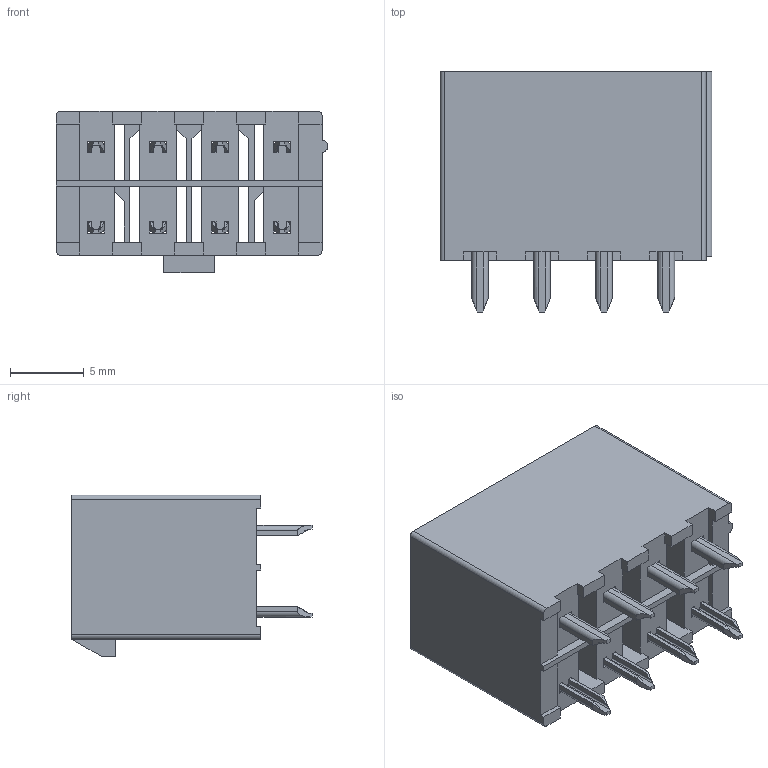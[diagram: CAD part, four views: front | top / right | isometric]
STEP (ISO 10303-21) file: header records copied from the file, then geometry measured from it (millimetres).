
FILE_DESCRIPTION((''),'2;1');
FILE_NAME('10131319-08XXXX0LF','2019-09-24T',('RajanA'),('AFCI'),'CREO PARAMETRIC BY PTC INC, 2016130','CREO PARAMETRIC BY PTC INC, 2016130','');
FILE_SCHEMA(('CONFIG_CONTROL_DESIGN'));
Length unit declared in the file: millimetre
Products named in the file (1): 10131319-08XXXX0LF
Bounding box: 18.4 x 16.3 x 10.95 mm (x, y, z)
Volume: 1075.2 mm3; surface area: 2999.5 mm2
Topology: 1 solids, 1 shells, 1176 faces, 3501 edges, 2227 vertices
Faces by surface type: plane 762, cylinder 270, bspline 80, extrusion 48, cone 16
Entity records: 45779 total; most frequent: CARTESIAN_POINT 14656, ORIENTED_EDGE 7002, DIRECTION 5721, EDGE_CURVE 3501, VECTOR 2689, LINE 2641, VERTEX_POINT 2227, AXIS2_PLACEMENT_3D 1516
